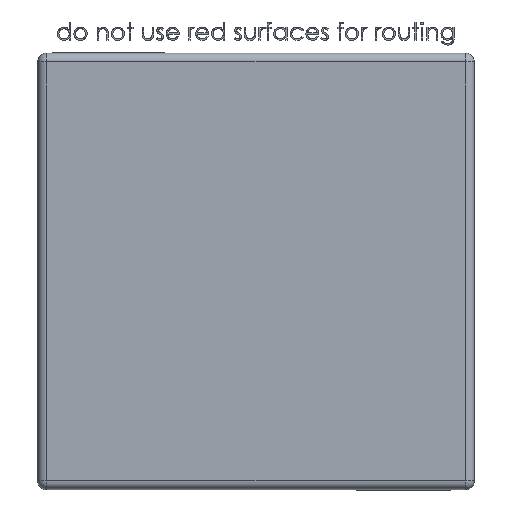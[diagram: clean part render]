
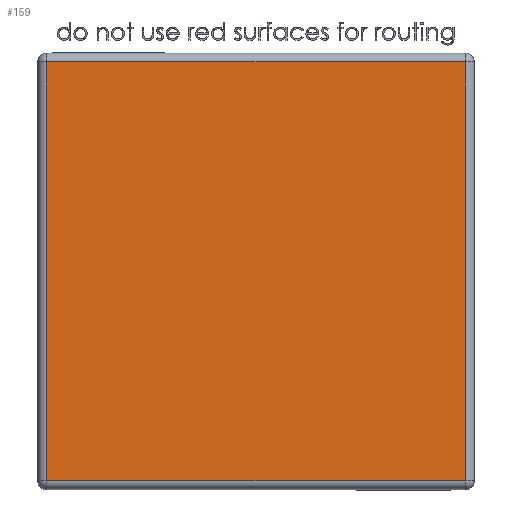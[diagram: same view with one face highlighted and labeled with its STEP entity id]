
A CAD part, top view. The second image highlights one B-rep face of the part: STEP entity #159.
In plain terms, the highlighted planar face has unit normal (0, 0, 1).
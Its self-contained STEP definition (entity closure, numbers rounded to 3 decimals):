
#159 = ADVANCED_FACE ( 'NONE', ( #12879 ), #9861, .F. ) ;
#338 = ORIENTED_EDGE ( 'NONE', *, *, #12856, .T. ) ;
#460 = DIRECTION ( 'NONE',  ( -1., 0., 0. ) ) ;
#540 = VERTEX_POINT ( 'NONE', #6744 ) ;
#1132 = ORIENTED_EDGE ( 'NONE', *, *, #10437, .T. ) ;
#1851 = CARTESIAN_POINT ( 'NONE',  ( 0., -9.595, 0.55 ) ) ;
#2190 = CARTESIAN_POINT ( 'NONE',  ( -9.595, 0., 0.55 ) ) ;
#2358 = ORIENTED_EDGE ( 'NONE', *, *, #9966, .T. ) ;
#3456 = CARTESIAN_POINT ( 'NONE',  ( -9.595, 9.595, 0.55 ) ) ;
#3640 = CARTESIAN_POINT ( 'NONE',  ( 0., 0., 0.55 ) ) ;
#3649 = DIRECTION ( 'NONE',  ( 0., 1., 0. ) ) ;
#4257 = ORIENTED_EDGE ( 'NONE', *, *, #5333, .T. ) ;
#4947 = EDGE_LOOP ( 'NONE', ( #338, #1132, #4257, #2358 ) ) ;
#5333 = EDGE_CURVE ( 'NONE', #540, #11790, #9339, .T. ) ;
#5613 = CARTESIAN_POINT ( 'NONE',  ( 9.595, 0., 0.55 ) ) ;
#5706 = VECTOR ( 'NONE', #460, 1000. ) ;
#5956 = DIRECTION ( 'NONE',  ( 1., 0., 0. ) ) ;
#6666 = DIRECTION ( 'NONE',  ( 0., 0., -1. ) ) ;
#6744 = CARTESIAN_POINT ( 'NONE',  ( 9.595, -9.595, 0.55 ) ) ;
#7071 = VERTEX_POINT ( 'NONE', #9161 ) ;
#7307 = LINE ( 'NONE', #2190, #10498 ) ;
#7377 = CARTESIAN_POINT ( 'NONE',  ( 9.595, 9.595, 0.55 ) ) ;
#8590 = LINE ( 'NONE', #10703, #5706 ) ;
#8763 = DIRECTION ( 'NONE',  ( 0., -1., 0. ) ) ;
#9161 = CARTESIAN_POINT ( 'NONE',  ( -9.595, -9.595, 0.55 ) ) ;
#9237 = AXIS2_PLACEMENT_3D ( 'NONE', #3640, #6666, #8763 ) ;
#9307 = VECTOR ( 'NONE', #3649, 1000. ) ;
#9339 = LINE ( 'NONE', #5613, #9307 ) ;
#9597 = VECTOR ( 'NONE', #5956, 1000. ) ;
#9861 = PLANE ( 'NONE',  #9237 ) ;
#9966 = EDGE_CURVE ( 'NONE', #11790, #12528, #8590, .T. ) ;
#10437 = EDGE_CURVE ( 'NONE', #7071, #540, #11162, .T. ) ;
#10498 = VECTOR ( 'NONE', #10960, 1000. ) ;
#10703 = CARTESIAN_POINT ( 'NONE',  ( 0., 9.595, 0.55 ) ) ;
#10960 = DIRECTION ( 'NONE',  ( 0., -1., 0. ) ) ;
#11162 = LINE ( 'NONE', #1851, #9597 ) ;
#11790 = VERTEX_POINT ( 'NONE', #7377 ) ;
#12528 = VERTEX_POINT ( 'NONE', #3456 ) ;
#12856 = EDGE_CURVE ( 'NONE', #12528, #7071, #7307, .T. ) ;
#12879 = FACE_OUTER_BOUND ( 'NONE', #4947, .T. ) ;
